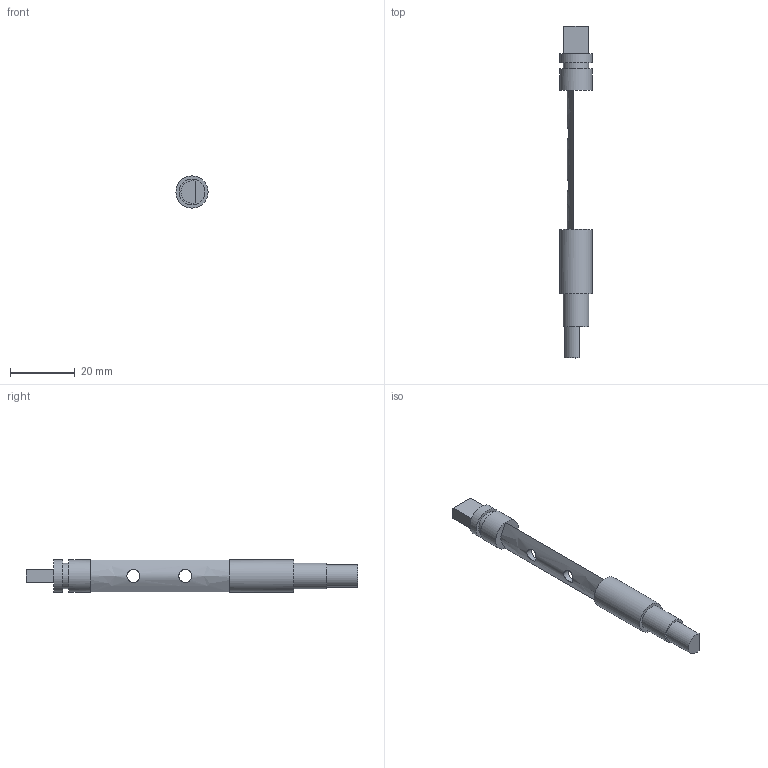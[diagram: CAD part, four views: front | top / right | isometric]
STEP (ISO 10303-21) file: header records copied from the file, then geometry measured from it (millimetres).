
FILE_DESCRIPTION(/* description */ (''),/* implementation_level */ '2;1');
FILE_NAME(/* name */ 'axe corps injection ktm 46 mm v5.step',/* time_stamp */ '2023-11-24T17:04:59+01:00',/* author */ (''),/* organization */ (''),/* preprocessor_version */ 'ST-DEVELOPER v20',/* originating_system */ 'Autodesk Translation Framework v12.14.0.127',/* authorisation */ '');
FILE_SCHEMA (('AUTOMOTIVE_DESIGN { 1 0 10303 214 3 1 1 }'));
Length unit declared in the file: millimetre
Products named in the file (1): axe corps injection ktm 46 mm
Bounding box: 9.91 x 102.46 x 9.91 mm (x, y, z)
Volume: 3804.2 mm3; surface area: 2810.1 mm2
Topology: 1 solids, 1 shells, 26 faces, 51 edges, 32 vertices
Faces by surface type: plane 17, cylinder 8, bspline 1
Full cylindrical faces by diameter (mm): 4 x2, 7.8 x1, 7.9 x1, 9.9 x2, 9.91 x1
Entity records: 982 total; most frequent: CARTESIAN_POINT 396, DIRECTION 115, ORIENTED_EDGE 102, EDGE_CURVE 51, AXIS2_PLACEMENT_3D 44, EDGE_LOOP 35, VERTEX_POINT 32, LINE 27
